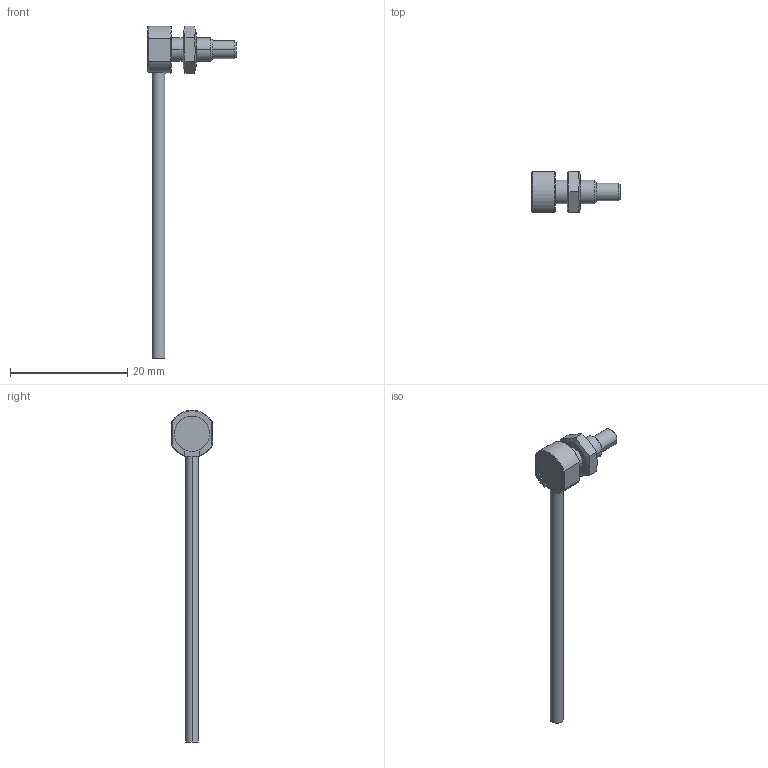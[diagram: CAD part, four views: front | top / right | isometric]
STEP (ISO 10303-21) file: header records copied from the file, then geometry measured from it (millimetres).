
FILE_DESCRIPTION (( 'STEP AP214' ), '1' );
FILE_NAME ('OPT2071.STEP', '2016-02-24T14:37:57', ( '' ), ( '' ), 'SwSTEP 2.0', 'SolidWorks 2014', '' );
FILE_SCHEMA (( 'AUTOMOTIVE_DESIGN' ));
Length unit declared in the file: inch
Products named in the file (1): OPT2071
Bounding box: 15 x 7 x 56.54 mm (x, y, z)
Volume: 547.9 mm3; surface area: 738.9 mm2
Topology: 1 solids, 2 shells, 60 faces, 134 edges, 82 vertices
Faces by surface type: plane 24, cylinder 19, cone 17
Entity records: 1789 total; most frequent: CARTESIAN_POINT 429, DIRECTION 277, ORIENTED_EDGE 268, EDGE_CURVE 134, AXIS2_PLACEMENT_3D 110, VERTEX_POINT 82, EDGE_LOOP 66, ADVANCED_FACE 60
